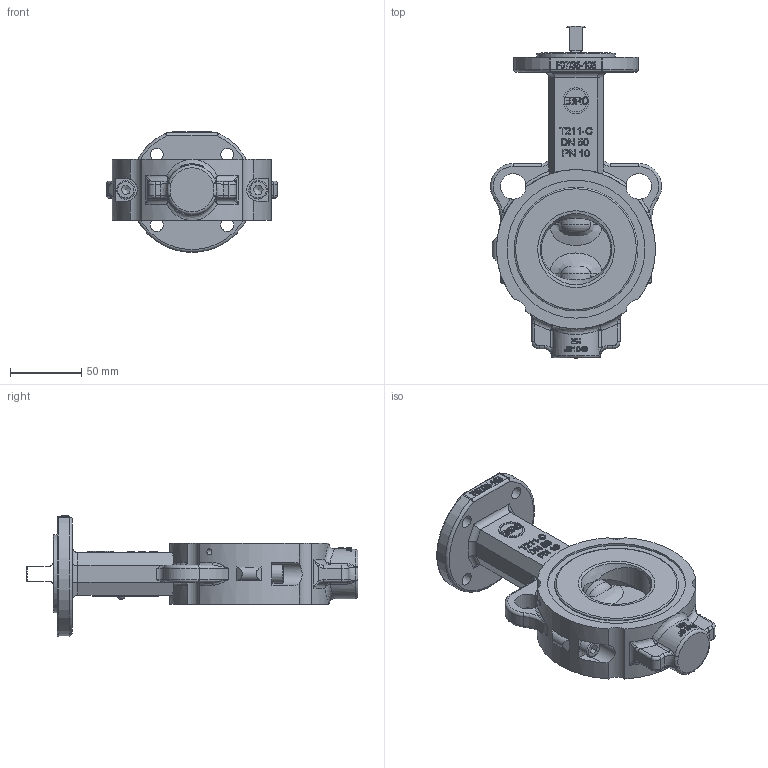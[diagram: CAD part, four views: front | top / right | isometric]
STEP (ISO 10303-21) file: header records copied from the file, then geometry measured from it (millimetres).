
FILE_DESCRIPTION((''),'2;1');
FILE_NAME('T211-C DN50.stp','2014-11-11T09:27:41',('hellwig'),(''),'Autodesk Inventor 2013','Autodesk Inventor 2013','');
FILE_SCHEMA(('AUTOMOTIVE_DESIGN { 1 0 10303 214 1 1 1 1 }'));
Length unit declared in the file: millimetre
Products named in the file (1): M1169_Shrinkwrap_1
Bounding box: 120.31 x 233.5 x 84.63 mm (x, y, z)
Volume: 621497.3 mm3; surface area: 110538.3 mm2
Topology: 9 solids, 10 shells, 869 faces, 2246 edges, 1437 vertices
Faces by surface type: plane 342, bspline 262, cylinder 140, torus 58, cone 46, sphere 21
Full cylindrical faces by diameter (mm): 3 x4, 3.2 x2, 4.134 x1, 6.647 x2, 8 x3, 8.5 x2, 9 x4, 13 x2, 14 x4, 15 x1, 16 x2, 18 x2, 21 x1, 28.5 x2, 54.9 x1, 55.2 x2, 68.5 x2, 87 x2, 97 x2
Entity records: 44093 total; most frequent: CARTESIAN_POINT 24859, ORIENTED_EDGE 4222, DIRECTION 3053, EDGE_CURVE 2111, VERTEX_POINT 1398, AXIS2_PLACEMENT_3D 1052, EDGE_LOOP 1039, VECTOR 949
